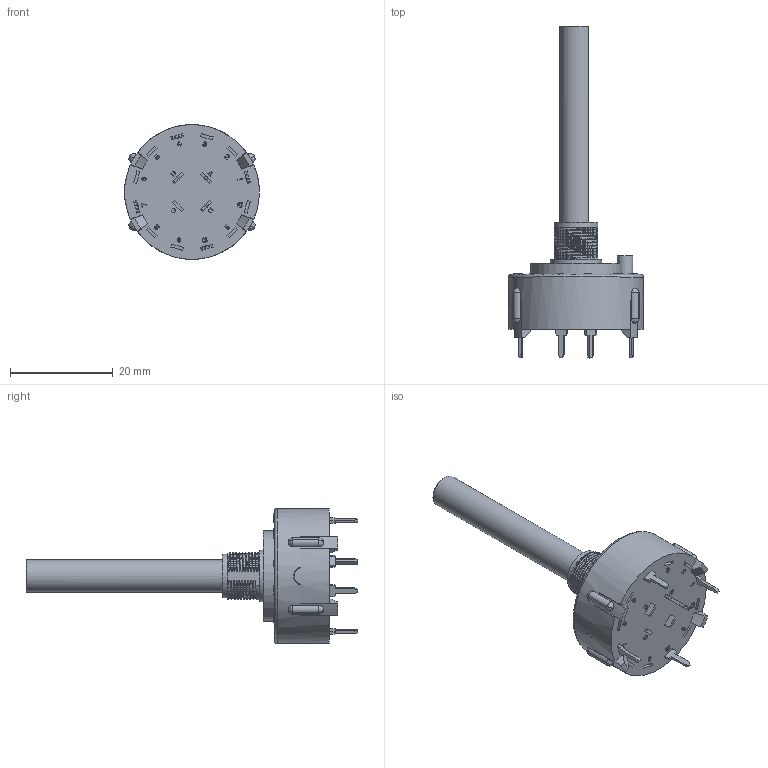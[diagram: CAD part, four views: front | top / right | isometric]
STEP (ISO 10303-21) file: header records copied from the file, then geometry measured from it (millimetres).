
FILE_DESCRIPTION(/* description */ (''),/* implementation_level */ '2;1');
FILE_NAME(/* name */ 'A12415RNCQ_v3.step',/* time_stamp */ '2021-12-11T14:12:20-07:00',/* author */ (''),/* organization */ (''),/* preprocessor_version */ 'ST-DEVELOPER v18.1',/* originating_system */ 'Autodesk Translation Framework v10.10.0.1391',/* authorisation */ '');
FILE_SCHEMA (('AUTOMOTIVE_DESIGN { 1 0 10303 214 3 1 1 }'));
Length unit declared in the file: millimetre
Products named in the file (2): A12415RNCQ; 1
Assembly tree (1 placements, depth 2):
  A12415RNCQ
    1
Bounding box: 26.19 x 64.47 x 26.19 mm (x, y, z)
Surface area: 7052.1 mm2 (no closed solid volume)
Topology: 0 solids, 40 shells, 1636 faces, 4934 edges, 3288 vertices
Faces by surface type: plane 1391, cylinder 145, bspline 81, cone 18, torus 1
Full cylindrical faces by diameter (mm): 1.524 x12, 1.549 x8, 2.921 x1, 2.972 x1, 3.048 x1, 3.277 x1, 3.48 x4, 5.151 x1, 6.299 x1, 6.452 x1, 8.255 x1, 8.509 x1, 10.058 x1, 12.7 x1, 14.224 x1, 14.605 x1, 26.187 x1
Entity records: 67550 total; most frequent: CARTESIAN_POINT 23854, ORIENTED_EDGE 9356, DIRECTION 8081, EDGE_CURVE 4934, LINE 4173, VECTOR 4173, VERTEX_POINT 3288, AXIS2_PLACEMENT_3D 1954
